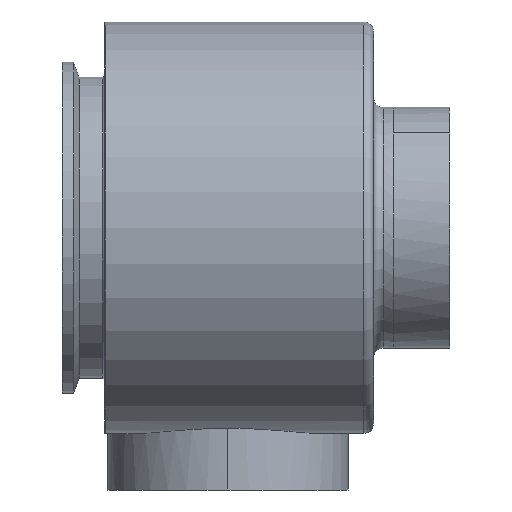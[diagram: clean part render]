
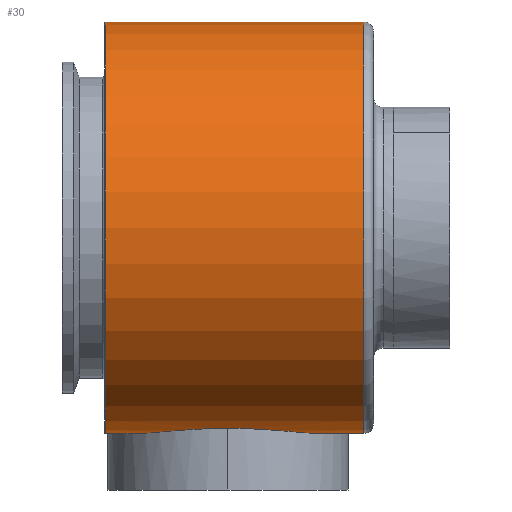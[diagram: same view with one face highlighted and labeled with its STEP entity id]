
A CAD part, left-side view. The second image highlights one B-rep face of the part: STEP entity #30.
In plain terms, the highlighted cylindrical face has radius 65.075 mm (diameter 130.15 mm), a partial arc.
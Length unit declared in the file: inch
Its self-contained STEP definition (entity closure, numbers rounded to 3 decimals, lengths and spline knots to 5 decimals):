
#9 = VERTEX_POINT ( 'NONE', #191 ) ;
#17 = CARTESIAN_POINT ( 'NONE',  ( -0.27663, -0.89828, -2.54708 ) ) ;
#24 = CARTESIAN_POINT ( 'NONE',  ( -0.53029, -0.36458, -2.50653 ) ) ;
#26 = FACE_OUTER_BOUND ( 'NONE', #395, .T. ) ;
#30 = ADVANCED_FACE ( 'NONE', ( #26 ), #542, .T. ) ;
#45 = CARTESIAN_POINT ( 'NONE',  ( -0.31016, 0.85301, -2.54334 ) ) ;
#51 = ORIENTED_EDGE ( 'NONE', *, *, #122, .F. ) ;
#61 = LINE ( 'NONE', #795, #406 ) ;
#74 = CARTESIAN_POINT ( 'NONE',  ( -0.575, -0.11461, -2.49664 ) ) ;
#78 = CARTESIAN_POINT ( 'NONE',  ( -0.16958, -1.03196, -2.5574 ) ) ;
#98 = CARTESIAN_POINT ( 'NONE',  ( -0.37055, 0.75653, -2.5351 ) ) ;
#101 = VERTEX_POINT ( 'NONE', #347 ) ;
#103 = AXIS2_PLACEMENT_3D ( 'NONE', #579, #401, #907 ) ;
#110 = CARTESIAN_POINT ( 'NONE',  ( 0., 2.3, -2.562 ) ) ;
#122 = EDGE_CURVE ( 'NONE', #732, #128, #61, .T. ) ;
#123 = ORIENTED_EDGE ( 'NONE', *, *, #575, .T. ) ;
#128 = VERTEX_POINT ( 'NONE', #578 ) ;
#134 = CARTESIAN_POINT ( 'NONE',  ( -0.56204, -0.22692, -2.49973 ) ) ;
#137 = CARTESIAN_POINT ( 'NONE',  ( -0.52316, -0.39197, -2.50803 ) ) ;
#142 = CARTESIAN_POINT ( 'NONE',  ( 0., -1.18084, -2.562 ) ) ;
#143 = CARTESIAN_POINT ( 'NONE',  ( -0.575, 0., -2.49664 ) ) ;
#152 = CARTESIAN_POINT ( 'NONE',  ( 0., 1.18084, -2.562 ) ) ;
#171 = CARTESIAN_POINT ( 'NONE',  ( -0.41122, 0.68213, -2.52881 ) ) ;
#191 = CARTESIAN_POINT ( 'NONE',  ( 0., -1.693, -2.562 ) ) ;
#214 = CARTESIAN_POINT ( 'NONE',  ( -0.49854, -0.47365, -2.51304 ) ) ;
#232 = EDGE_CURVE ( 'NONE', #615, #549, #326, .T. ) ;
#235 = CARTESIAN_POINT ( 'NONE',  ( 0., 1.18084, -2.562 ) ) ;
#244 = CARTESIAN_POINT ( 'NONE',  ( -0.51062, 0.44948, -2.51074 ) ) ;
#267 = CARTESIAN_POINT ( 'NONE',  ( 0., 1.52, 2.562 ) ) ;
#273 = CARTESIAN_POINT ( 'NONE',  ( -0.44801, -0.60664, -2.52265 ) ) ;
#298 = CARTESIAN_POINT ( 'NONE',  ( -0.08718, 1.10739, -2.56061 ) ) ;
#306 = CARTESIAN_POINT ( 'NONE',  ( -0.55886, 0.22666, -2.50031 ) ) ;
#321 = ORIENTED_EDGE ( 'NONE', *, *, #232, .T. ) ;
#326 = LINE ( 'NONE', #388, #722 ) ;
#334 = VERTEX_POINT ( 'NONE', #143 ) ;
#347 = CARTESIAN_POINT ( 'NONE',  ( 0., -1.18084, -2.562 ) ) ;
#351 = CARTESIAN_POINT ( 'NONE',  ( 0., -1.693, 0. ) ) ;
#359 = CARTESIAN_POINT ( 'NONE',  ( -0.37107, -0.75723, -2.53517 ) ) ;
#374 = CIRCLE ( 'NONE', #854, 2.562 ) ;
#384 = CARTESIAN_POINT ( 'NONE',  ( -0.16841, 1.02843, -2.55678 ) ) ;
#388 = CARTESIAN_POINT ( 'NONE',  ( 0., 2.3, 2.562 ) ) ;
#389 = CARTESIAN_POINT ( 'NONE',  ( -0.575, 0.05722, -2.49664 ) ) ;
#395 = EDGE_LOOP ( 'NONE', ( #843, #891, #321, #643, #51, #404, #123 ) ) ;
#401 = DIRECTION ( 'NONE',  ( 0., 1., 0. ) ) ;
#404 = ORIENTED_EDGE ( 'NONE', *, *, #775, .T. ) ;
#405 = CARTESIAN_POINT ( 'NONE',  ( 0., 2.3, 0. ) ) ;
#406 = VECTOR ( 'NONE', #856, 39.37008 ) ;
#410 = VECTOR ( 'NONE', #599, 39.37008 ) ;
#424 = EDGE_CURVE ( 'NONE', #9, #615, #374, .T. ) ;
#428 = DIRECTION ( 'NONE',  ( 0., 0., 1. ) ) ;
#433 = CARTESIAN_POINT ( 'NONE',  ( -0.30976, -0.85215, -2.54326 ) ) ;
#437 = B_SPLINE_CURVE_WITH_KNOTS ( 'NONE', 3,
 ( #235, #819, #751, #298, #822, #384, #893, #457, #45, #533, #98, #609, #171, #677, #244, #756, #306, #829, #389, #899 ),
 .UNSPECIFIED., .F., .F.,
 ( 4, 2, 2, 2, 2, 2, 2, 2, 2, 4 ),
 ( 0.2307, 0.23284, 0.23499, 0.23929, 0.24359, 0.24574, 0.24788, 0.25648, 0.26077, 0.26507 ),
 .UNSPECIFIED. ) ;
#457 = CARTESIAN_POINT ( 'NONE',  ( -0.27713, 0.89892, -2.54722 ) ) ;
#466 = B_SPLINE_CURVE_WITH_KNOTS ( 'NONE', 3,
 ( #711, #74, #134, #24, #137, #650, #214, #723, #273, #798, #359, #869, #433, #17, #501, #78, #585, #142 ),
 .UNSPECIFIED., .F., .F.,
 ( 4, 2, 2, 2, 2, 2, 2, 2, 4 ),
 ( 0., 0.00861, 0.01076, 0.01291, 0.01721, 0.02152, 0.02367, 0.02582, 0.03442 ),
 .UNSPECIFIED. ) ;
#471 = DIRECTION ( 'NONE',  ( 0., 1., 0. ) ) ;
#486 = CIRCLE ( 'NONE', #103, 2.562 ) ;
#501 = CARTESIAN_POINT ( 'NONE',  ( -0.25929, -0.92101, -2.54891 ) ) ;
#533 = CARTESIAN_POINT ( 'NONE',  ( -0.35597, 0.78097, -2.5372 ) ) ;
#542 = CYLINDRICAL_SURFACE ( 'NONE', #570, 2.562 ) ;
#549 = VERTEX_POINT ( 'NONE', #267 ) ;
#570 = AXIS2_PLACEMENT_3D ( 'NONE', #405, #471, #839 ) ;
#575 = EDGE_CURVE ( 'NONE', #334, #101, #466, .T. ) ;
#578 = CARTESIAN_POINT ( 'NONE',  ( 0., 1.52, -2.562 ) ) ;
#579 = CARTESIAN_POINT ( 'NONE',  ( 0., 1.52, 0. ) ) ;
#585 = CARTESIAN_POINT ( 'NONE',  ( -0.08906, -1.11107, -2.562 ) ) ;
#599 = DIRECTION ( 'NONE',  ( 0., 1., 0. ) ) ;
#609 = CARTESIAN_POINT ( 'NONE',  ( -0.39816, 0.70713, -2.53091 ) ) ;
#615 = VERTEX_POINT ( 'NONE', #809 ) ;
#626 = EDGE_CURVE ( 'NONE', #128, #549, #486, .T. ) ;
#643 = ORIENTED_EDGE ( 'NONE', *, *, #626, .F. ) ;
#650 = CARTESIAN_POINT ( 'NONE',  ( -0.50729, -0.44649, -2.51129 ) ) ;
#677 = CARTESIAN_POINT ( 'NONE',  ( -0.47287, 0.55556, -2.51848 ) ) ;
#711 = CARTESIAN_POINT ( 'NONE',  ( -0.575, 0., -2.49664 ) ) ;
#722 = VECTOR ( 'NONE', #898, 39.37008 ) ;
#723 = CARTESIAN_POINT ( 'NONE',  ( -0.46995, -0.55441, -2.5186 ) ) ;
#732 = VERTEX_POINT ( 'NONE', #152 ) ;
#734 = EDGE_CURVE ( 'NONE', #9, #101, #793, .T. ) ;
#751 = CARTESIAN_POINT ( 'NONE',  ( -0.04438, 1.14504, -2.56171 ) ) ;
#756 = CARTESIAN_POINT ( 'NONE',  ( -0.54923, 0.28266, -2.50247 ) ) ;
#775 = EDGE_CURVE ( 'NONE', #732, #334, #437, .T. ) ;
#793 = LINE ( 'NONE', #110, #410 ) ;
#795 = CARTESIAN_POINT ( 'NONE',  ( 0., 2.3, -2.562 ) ) ;
#798 = CARTESIAN_POINT ( 'NONE',  ( -0.39857, -0.70805, -2.53093 ) ) ;
#809 = CARTESIAN_POINT ( 'NONE',  ( 0., -1.693, 2.562 ) ) ;
#819 = CARTESIAN_POINT ( 'NONE',  ( -0.02236, 1.16332, -2.562 ) ) ;
#822 = CARTESIAN_POINT ( 'NONE',  ( -0.10795, 1.08804, -2.5598 ) ) ;
#829 = CARTESIAN_POINT ( 'NONE',  ( -0.57174, 0.11391, -2.4974 ) ) ;
#839 = DIRECTION ( 'NONE',  ( 0., 0., 1. ) ) ;
#843 = ORIENTED_EDGE ( 'NONE', *, *, #734, .F. ) ;
#854 = AXIS2_PLACEMENT_3D ( 'NONE', #351, #861, #428 ) ;
#856 = DIRECTION ( 'NONE',  ( 0., 1., 0. ) ) ;
#861 = DIRECTION ( 'NONE',  ( 0., 1., 0. ) ) ;
#869 = CARTESIAN_POINT ( 'NONE',  ( -0.32562, -0.82871, -2.54127 ) ) ;
#891 = ORIENTED_EDGE ( 'NONE', *, *, #424, .T. ) ;
#893 = CARTESIAN_POINT ( 'NONE',  ( -0.20626, 0.98662, -2.55393 ) ) ;
#898 = DIRECTION ( 'NONE',  ( 0., 1., 0. ) ) ;
#899 = CARTESIAN_POINT ( 'NONE',  ( -0.575, 0., -2.49664 ) ) ;
#907 = DIRECTION ( 'NONE',  ( 0., 0., 1. ) ) ;
